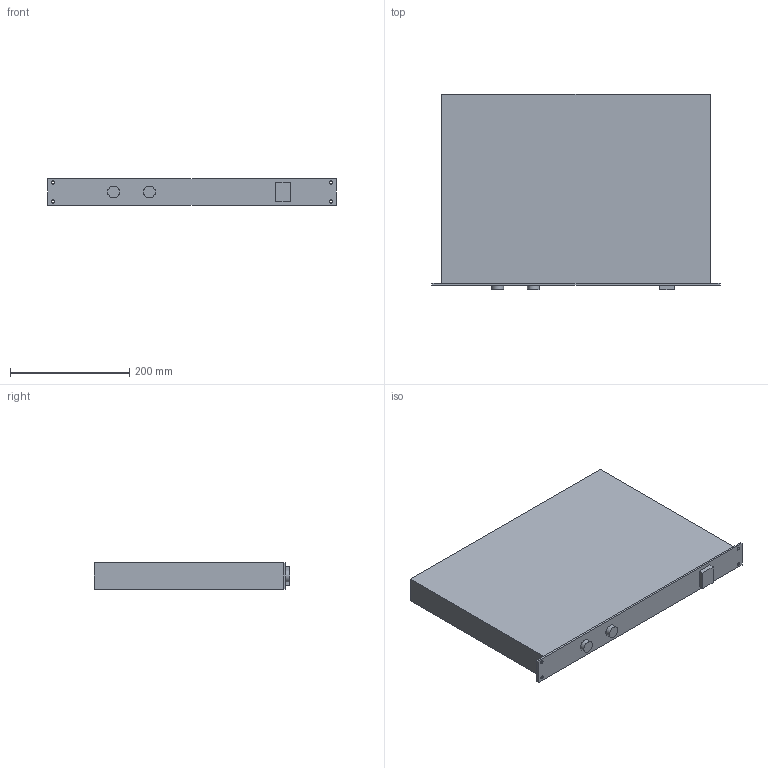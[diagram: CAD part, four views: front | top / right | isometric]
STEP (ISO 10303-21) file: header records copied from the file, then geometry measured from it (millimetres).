
FILE_DESCRIPTION(('FreeCAD Model'),'2;1');
FILE_NAME('1HE_Endstufe.step', '2020-04-01T19:14:23',('Author'),(''), 'Open CASCADE STEP processor 6.8','FreeCAD','Unknown');
FILE_SCHEMA(('AUTOMOTIVE_DESIGN_CC2 { 1 2 10303 214 -1 1 5 4 }'));
Length unit declared in the file: millimetre
Products named in the file (1): 1HE_Endstufe
Bounding box: 482.6 x 328 x 44.5 mm (x, y, z)
Volume: 6423503.8 mm3; surface area: 361564.7 mm2
Topology: 1 solids, 1 shells, 25 faces, 56 edges, 36 vertices
Faces by surface type: plane 19, cylinder 6
Full cylindrical faces by diameter (mm): 5.4 x4, 20 x2
Entity records: 1461 total; most frequent: CARTESIAN_POINT 242, DIRECTION 230, LINE 144, VECTOR 144, ORIENTED_EDGE 112, PCURVE 112, DEFINITIONAL_REPRESENTATION 112, EDGE_CURVE 56
